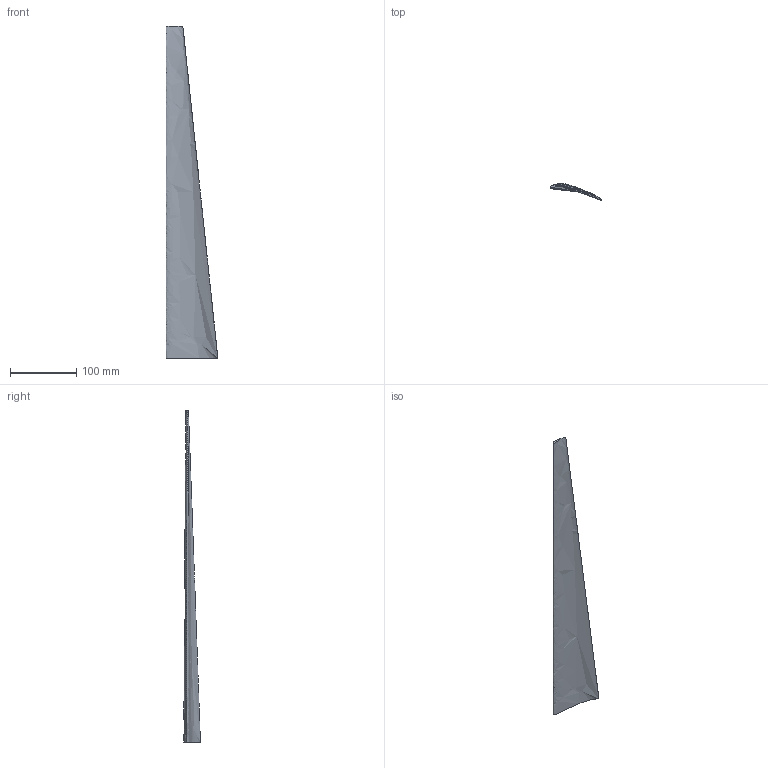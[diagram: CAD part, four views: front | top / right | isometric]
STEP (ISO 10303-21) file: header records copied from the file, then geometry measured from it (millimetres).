
FILE_DESCRIPTION (( 'STEP AP214' ), '1' );
FILE_NAME ('Propeller.STEP', '2022-11-22T19:31:42', ( '' ), ( '' ), 'SwSTEP 2.0', 'SolidWorks 2021', '' );
FILE_SCHEMA (( 'AUTOMOTIVE_DESIGN' ));
Length unit declared in the file: centimetre
Products named in the file (1): Propeller
Bounding box: 77.66 x 25.32 x 500 mm (x, y, z)
Volume: 98577.6 mm3; surface area: 55311 mm2
Topology: 1 solids, 1 shells, 4 faces, 6 edges, 4 vertices
Faces by surface type: bspline 2, plane 2
Entity records: 929 total; most frequent: CARTESIAN_POINT 838, ORIENTED_EDGE 12, EDGE_CURVE 6, B_SPLINE_CURVE_WITH_KNOTS 6, DIRECTION 6, FACE_OUTER_BOUND 4, VERTEX_POINT 4, ADVANCED_FACE 4
